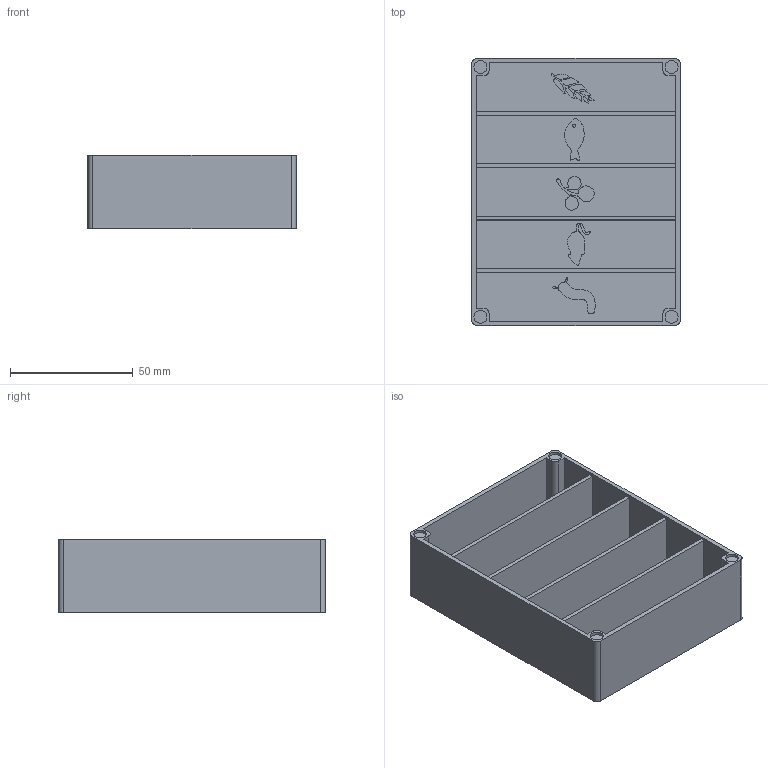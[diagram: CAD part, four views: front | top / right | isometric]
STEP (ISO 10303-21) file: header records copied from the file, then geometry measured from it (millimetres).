
FILE_DESCRIPTION(/* description */ (''),/* implementation_level */ '2;1');
FILE_NAME(/* name */ 'Wingspan - Food Tokens.step',/* time_stamp */ '2022-04-14T20:09:12+02:00',/* author */ (''),/* organization */ (''),/* preprocessor_version */ 'ST-DEVELOPER v18.1',/* originating_system */ 'Autodesk Translation Framework v10.14.0.1471',/* authorisation */ '');
FILE_SCHEMA (('AUTOMOTIVE_DESIGN { 1 0 10303 214 3 1 1 }'));
Length unit declared in the file: millimetre
Products named in the file (1): Wingspan - Food Tokens
Bounding box: 85 x 109 x 30 mm (x, y, z)
Volume: 50790.9 mm3; surface area: 58106.9 mm2
Topology: 1 solids, 1 shells, 205 faces, 540 edges, 360 vertices
Faces by surface type: bspline 111, plane 78, cylinder 16
Full cylindrical faces by diameter (mm): 5.3 x8
Entity records: 6592 total; most frequent: CARTESIAN_POINT 2549, ORIENTED_EDGE 1080, EDGE_CURVE 540, DIRECTION 540, VERTEX_POINT 360, LINE 286, VECTOR 286, EDGE_LOOP 228
